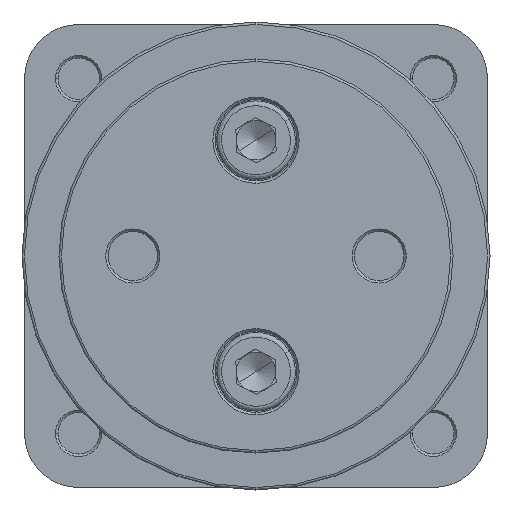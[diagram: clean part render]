
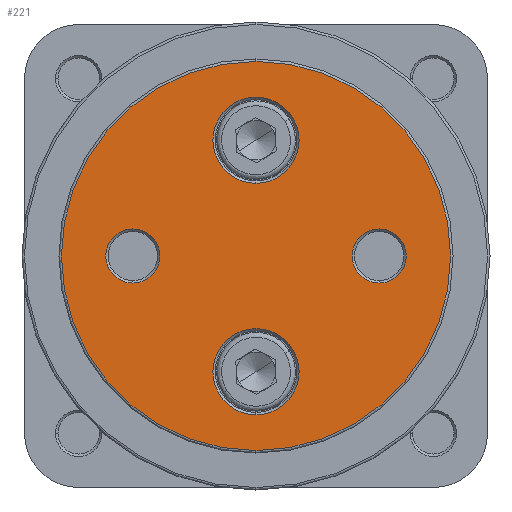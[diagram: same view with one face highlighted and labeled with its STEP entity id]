
A CAD part, left-side view. The second image highlights one B-rep face of the part: STEP entity #221.
In plain terms, the highlighted planar face has unit normal (-1, 0, 0).
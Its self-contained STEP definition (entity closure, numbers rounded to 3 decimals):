
#221 = ADVANCED_FACE ( 'NONE', ( #5196, #5201, #5203, #5205, #5199 ), #4152, .F. ) ;
#620 = ORIENTED_EDGE ( 'NONE', *, *, #3155, .T. ) ;
#621 = ORIENTED_EDGE ( 'NONE', *, *, #2840, .T. ) ;
#622 = ORIENTED_EDGE ( 'NONE', *, *, #3143, .T. ) ;
#623 = ORIENTED_EDGE ( 'NONE', *, *, #2836, .T. ) ;
#624 = ORIENTED_EDGE ( 'NONE', *, *, #2790, .T. ) ;
#625 = ORIENTED_EDGE ( 'NONE', *, *, #2876, .T. ) ;
#626 = ORIENTED_EDGE ( 'NONE', *, *, #2788, .T. ) ;
#627 = ORIENTED_EDGE ( 'NONE', *, *, #2869, .T. ) ;
#628 = ORIENTED_EDGE ( 'NONE', *, *, #2880, .T. ) ;
#629 = ORIENTED_EDGE ( 'NONE', *, *, #3113, .T. ) ;
#792 = EDGE_LOOP ( 'NONE', ( #625, #624 ) ) ;
#795 = EDGE_LOOP ( 'NONE', ( #621, #620 ) ) ;
#796 = EDGE_LOOP ( 'NONE', ( #627, #626 ) ) ;
#797 = EDGE_LOOP ( 'NONE', ( #629, #628 ) ) ;
#798 = EDGE_LOOP ( 'NONE', ( #623, #622 ) ) ;
#2383 = VERTEX_POINT ( 'NONE', #4371 ) ;
#2480 = VERTEX_POINT ( 'NONE', #4417 ) ;
#2788 = EDGE_CURVE ( 'NONE', #8237, #8383, #5634, .T. ) ;
#2790 = EDGE_CURVE ( 'NONE', #8404, #8371, #5636, .T. ) ;
#2836 = EDGE_CURVE ( 'NONE', #8449, #8240, #5709, .T. ) ;
#2840 = EDGE_CURVE ( 'NONE', #8346, #8279, #5715, .T. ) ;
#2869 = EDGE_CURVE ( 'NONE', #8383, #8237, #5757, .T. ) ;
#2876 = EDGE_CURVE ( 'NONE', #8371, #8404, #5765, .T. ) ;
#2880 = EDGE_CURVE ( 'NONE', #2383, #2480, #5768, .T. ) ;
#3113 = EDGE_CURVE ( 'NONE', #2480, #2383, #6170, .T. ) ;
#3143 = EDGE_CURVE ( 'NONE', #8240, #8449, #7609, .T. ) ;
#3155 = EDGE_CURVE ( 'NONE', #8279, #8346, #7626, .T. ) ;
#3472 = AXIS2_PLACEMENT_3D ( 'NONE', #4133, #4155, #4156 ) ;
#3628 = AXIS2_PLACEMENT_3D ( 'NONE', #6219, #6226, #6227 ) ;
#3630 = AXIS2_PLACEMENT_3D ( 'NONE', #6231, #6232, #6233 ) ;
#3641 = AXIS2_PLACEMENT_3D ( 'NONE', #6343, #6344, #6345 ) ;
#3653 = AXIS2_PLACEMENT_3D ( 'NONE', #6353, #6354, #6355 ) ;
#4133 = CARTESIAN_POINT ( 'NONE',  ( 0., 0., 0. ) ) ;
#4152 = PLANE ( 'NONE',  #3472 ) ;
#4155 = DIRECTION ( 'NONE',  ( 1., 0., 0. ) ) ;
#4156 = DIRECTION ( 'NONE',  ( 0., 0., -1. ) ) ;
#4371 = CARTESIAN_POINT ( 'NONE',  ( 0., 0., 39.5 ) ) ;
#4417 = CARTESIAN_POINT ( 'NONE',  ( 0., 0., -39.5 ) ) ;
#5196 = FACE_OUTER_BOUND ( 'NONE', #797, .T. ) ;
#5199 = FACE_BOUND ( 'NONE', #795, .T. ) ;
#5201 = FACE_BOUND ( 'NONE', #796, .T. ) ;
#5203 = FACE_BOUND ( 'NONE', #792, .T. ) ;
#5205 = FACE_BOUND ( 'NONE', #798, .T. ) ;
#5634 = CIRCLE ( 'NONE', #3628, 8.75 ) ;
#5636 = CIRCLE ( 'NONE', #3630, 8.75 ) ;
#5709 = CIRCLE ( 'NONE', #3641, 5.5 ) ;
#5715 = CIRCLE ( 'NONE', #3653, 5.5 ) ;
#5757 = CIRCLE ( 'NONE', #7418, 8.75 ) ;
#5765 = CIRCLE ( 'NONE', #7424, 8.75 ) ;
#5768 = CIRCLE ( 'NONE', #7426, 39.5 ) ;
#6170 = CIRCLE ( 'NONE', #7495, 39.5 ) ;
#6219 = CARTESIAN_POINT ( 'NONE',  ( 0., 0., -23.5 ) ) ;
#6226 = DIRECTION ( 'NONE',  ( 1., 0., 0. ) ) ;
#6227 = DIRECTION ( 'NONE',  ( 0., 0., -1. ) ) ;
#6231 = CARTESIAN_POINT ( 'NONE',  ( 0., 0., 23.5 ) ) ;
#6232 = DIRECTION ( 'NONE',  ( 1., 0., 0. ) ) ;
#6233 = DIRECTION ( 'NONE',  ( 0., 0., -1. ) ) ;
#6343 = CARTESIAN_POINT ( 'NONE',  ( 0., -25., 0. ) ) ;
#6344 = DIRECTION ( 'NONE',  ( 1., 0., 0. ) ) ;
#6345 = DIRECTION ( 'NONE',  ( 0., 0., -1. ) ) ;
#6353 = CARTESIAN_POINT ( 'NONE',  ( 0., 25., 0. ) ) ;
#6354 = DIRECTION ( 'NONE',  ( 1., 0., 0. ) ) ;
#6355 = DIRECTION ( 'NONE',  ( 0., 0., -1. ) ) ;
#6426 = CARTESIAN_POINT ( 'NONE',  ( 0., 0., -23.5 ) ) ;
#6428 = DIRECTION ( 'NONE',  ( 1., 0., 0. ) ) ;
#6429 = DIRECTION ( 'NONE',  ( 0., 0., -1. ) ) ;
#6446 = CARTESIAN_POINT ( 'NONE',  ( 0., 0., 23.5 ) ) ;
#6447 = DIRECTION ( 'NONE',  ( 1., 0., 0. ) ) ;
#6448 = DIRECTION ( 'NONE',  ( 0., 0., -1. ) ) ;
#6457 = CARTESIAN_POINT ( 'NONE',  ( 0., 0., 0. ) ) ;
#6458 = DIRECTION ( 'NONE',  ( -1., 0., 0. ) ) ;
#6459 = DIRECTION ( 'NONE',  ( 0., 0., -1. ) ) ;
#6982 = CARTESIAN_POINT ( 'NONE',  ( 0., 0., 0. ) ) ;
#6992 = DIRECTION ( 'NONE',  ( -1., 0., 0. ) ) ;
#6993 = DIRECTION ( 'NONE',  ( 0., 0., -1. ) ) ;
#7050 = CARTESIAN_POINT ( 'NONE',  ( 0., -25., 0. ) ) ;
#7060 = DIRECTION ( 'NONE',  ( 1., 0., 0. ) ) ;
#7061 = DIRECTION ( 'NONE',  ( 0., 0., -1. ) ) ;
#7079 = CARTESIAN_POINT ( 'NONE',  ( 0., 25., 0. ) ) ;
#7089 = DIRECTION ( 'NONE',  ( 1., 0., 0. ) ) ;
#7090 = DIRECTION ( 'NONE',  ( 0., 0., -1. ) ) ;
#7256 = CARTESIAN_POINT ( 'NONE',  ( 0., 0., -32.25 ) ) ;
#7259 = CARTESIAN_POINT ( 'NONE',  ( 0., -25., -5.5 ) ) ;
#7295 = CARTESIAN_POINT ( 'NONE',  ( 0., 25., -5.5 ) ) ;
#7362 = CARTESIAN_POINT ( 'NONE',  ( 0., 25., 5.5 ) ) ;
#7387 = CARTESIAN_POINT ( 'NONE',  ( 0., 0., 32.25 ) ) ;
#7399 = CARTESIAN_POINT ( 'NONE',  ( 0., 0., -14.75 ) ) ;
#7418 = AXIS2_PLACEMENT_3D ( 'NONE', #6426, #6428, #6429 ) ;
#7424 = AXIS2_PLACEMENT_3D ( 'NONE', #6446, #6447, #6448 ) ;
#7426 = AXIS2_PLACEMENT_3D ( 'NONE', #6457, #6458, #6459 ) ;
#7495 = AXIS2_PLACEMENT_3D ( 'NONE', #6982, #6992, #6993 ) ;
#7503 = AXIS2_PLACEMENT_3D ( 'NONE', #7050, #7060, #7061 ) ;
#7508 = AXIS2_PLACEMENT_3D ( 'NONE', #7079, #7089, #7090 ) ;
#7609 = CIRCLE ( 'NONE', #7503, 5.5 ) ;
#7626 = CIRCLE ( 'NONE', #7508, 5.5 ) ;
#7803 = CARTESIAN_POINT ( 'NONE',  ( 0., 0., 14.75 ) ) ;
#7848 = CARTESIAN_POINT ( 'NONE',  ( 0., -25., 5.5 ) ) ;
#8237 = VERTEX_POINT ( 'NONE', #7256 ) ;
#8240 = VERTEX_POINT ( 'NONE', #7259 ) ;
#8279 = VERTEX_POINT ( 'NONE', #7295 ) ;
#8346 = VERTEX_POINT ( 'NONE', #7362 ) ;
#8371 = VERTEX_POINT ( 'NONE', #7387 ) ;
#8383 = VERTEX_POINT ( 'NONE', #7399 ) ;
#8404 = VERTEX_POINT ( 'NONE', #7803 ) ;
#8449 = VERTEX_POINT ( 'NONE', #7848 ) ;
